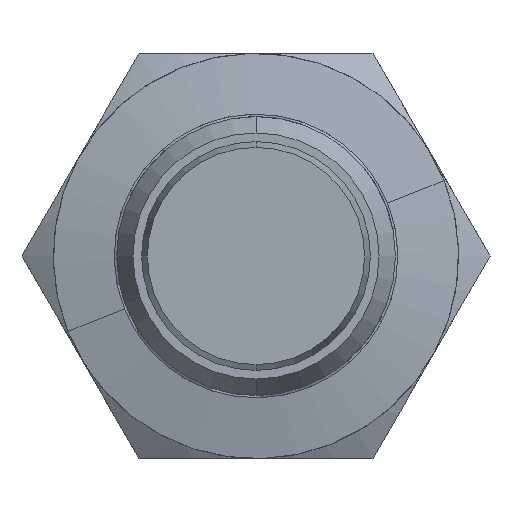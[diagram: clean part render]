
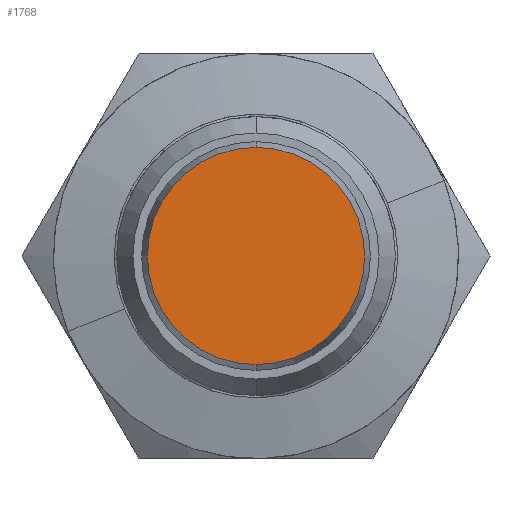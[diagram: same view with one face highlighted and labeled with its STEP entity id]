
A CAD part, front view. The second image highlights one B-rep face of the part: STEP entity #1768.
In plain terms, the highlighted planar face has unit normal (0, -1, 0).
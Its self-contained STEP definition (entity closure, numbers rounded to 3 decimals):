
#278 = FACE_OUTER_BOUND ( 'NONE', #1704, .T. ) ;
#380 = AXIS2_PLACEMENT_3D ( 'NONE', #4291, #4303, #4304 ) ;
#1704 = EDGE_LOOP ( 'NONE', ( #2421, #2422 ) ) ;
#1768 = ADVANCED_FACE ( 'NONE', ( #278 ), #4301, .T. ) ;
#1917 = CIRCLE ( 'NONE', #1984, 3.75 ) ;
#1984 = AXIS2_PLACEMENT_3D ( 'NONE', #5362, #5363, #5364 ) ;
#2089 = VERTEX_POINT ( 'NONE', #2896 ) ;
#2090 = VERTEX_POINT ( 'NONE', #2897 ) ;
#2421 = ORIENTED_EDGE ( 'NONE', *, *, #4005, .T. ) ;
#2422 = ORIENTED_EDGE ( 'NONE', *, *, #5216, .T. ) ;
#2774 = CIRCLE ( 'NONE', #3143, 3.75 ) ;
#2896 = CARTESIAN_POINT ( 'NONE',  ( 0., 0., -3.75 ) ) ;
#2897 = CARTESIAN_POINT ( 'NONE',  ( 0., 0., 3.75 ) ) ;
#3143 = AXIS2_PLACEMENT_3D ( 'NONE', #3558, #3559, #3560 ) ;
#3558 = CARTESIAN_POINT ( 'NONE',  ( 0., 0., 0. ) ) ;
#3559 = DIRECTION ( 'NONE',  ( 0., -1., 0. ) ) ;
#3560 = DIRECTION ( 'NONE',  ( 0., 0., -1. ) ) ;
#4005 = EDGE_CURVE ( 'NONE', #2090, #2089, #2774, .T. ) ;
#4291 = CARTESIAN_POINT ( 'NONE',  ( 0., 0., 0. ) ) ;
#4301 = PLANE ( 'NONE',  #380 ) ;
#4303 = DIRECTION ( 'NONE',  ( 0., -1., 0. ) ) ;
#4304 = DIRECTION ( 'NONE',  ( 0., 0., -1. ) ) ;
#5216 = EDGE_CURVE ( 'NONE', #2089, #2090, #1917, .T. ) ;
#5362 = CARTESIAN_POINT ( 'NONE',  ( 0., 0., 0. ) ) ;
#5363 = DIRECTION ( 'NONE',  ( 0., -1., 0. ) ) ;
#5364 = DIRECTION ( 'NONE',  ( 0., 0., -1. ) ) ;
